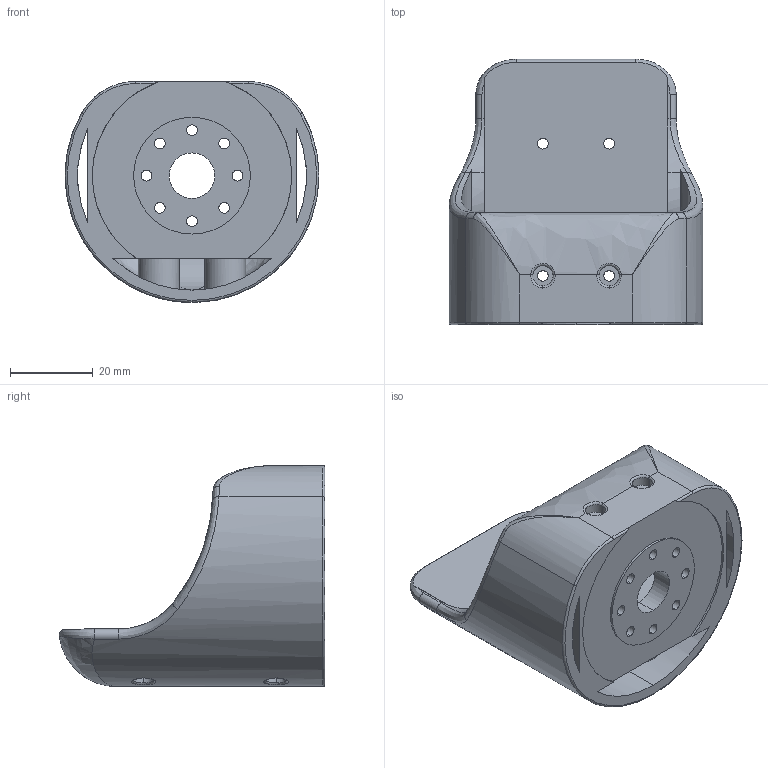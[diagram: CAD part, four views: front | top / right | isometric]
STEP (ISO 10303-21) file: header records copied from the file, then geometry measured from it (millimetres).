
FILE_DESCRIPTION (( 'STEP AP214' ), '1' );
FILE_NAME ('NeckPartOP2.STEP', '2018-05-15T13:10:01', ( '' ), ( '' ), 'SwSTEP 2.0', 'SolidWorks 2016', '' );
FILE_SCHEMA (( 'AUTOMOTIVE_DESIGN' ));
Length unit declared in the file: millimetre
Products named in the file (2): NeckPartOP2
Bounding box: 61.3 x 64.16 x 53.4 mm (x, y, z)
Volume: 43747.7 mm3; surface area: 26801.7 mm2
Topology: 1 solids, 1 shells, 150 faces, 390 edges, 247 vertices
Faces by surface type: cylinder 89, plane 28, bspline 25, torus 8
Entity records: 7851 total; most frequent: CARTESIAN_POINT 4174, ORIENTED_EDGE 768, DIRECTION 737, EDGE_CURVE 384, AXIS2_PLACEMENT_3D 308, VERTEX_POINT 247, EDGE_LOOP 203, CIRCLE 181
